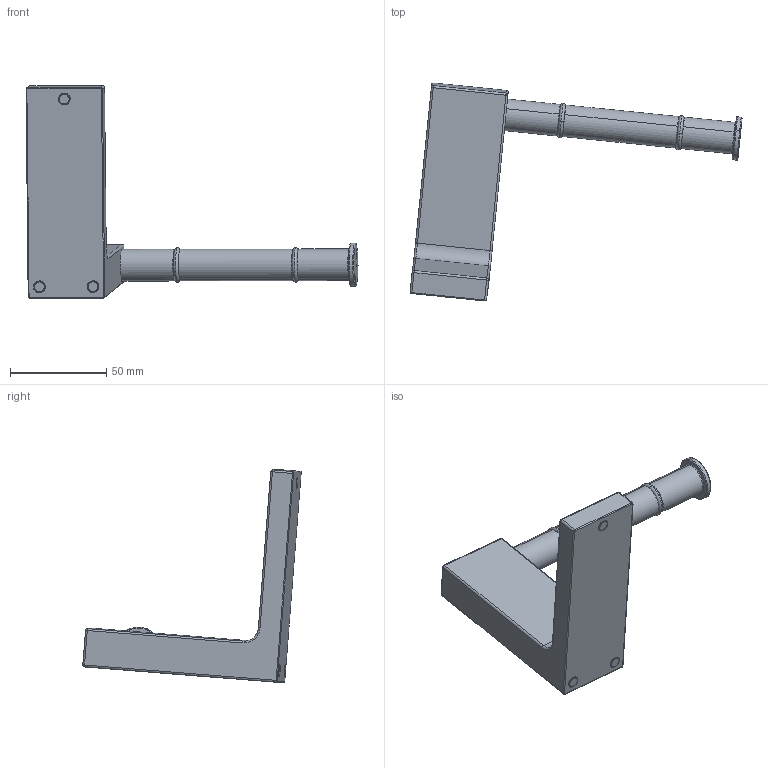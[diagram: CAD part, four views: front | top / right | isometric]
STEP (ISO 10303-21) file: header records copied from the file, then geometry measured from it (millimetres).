
FILE_DESCRIPTION(('CATIA V6 STEP','CAx-IF Rec.Pracs.--- Model Styling and Organization---1.4--- 2014-01-23','CAx-IF Rec.Pracs.---3D Tessellated Data Validation Properties---0.5---2014-09-14'),'2;1');
FILE_NAME('prd-HG-00110000.stp','2021-11-25T08:55:22+00:00',('none'),('none'),'3DEXPERIENCE Platform3DEXPERIENCE R2019x HotFix 5','3DEXPERIENCE Platform STEP AP242 v1','none');
FILE_SCHEMA(('AP242_MANAGED_MODEL_BASED_3D_ENGINEERING_MIM_LF {1 0 10303 442 1 1 4}'));
Length unit declared in the file: millimetre
Products named in the file (6): P-2_AX_Univ._Square_Toilettenpapierh.; V5_Gewindestift_DIN914-M5x16-A2; V5_Griffstopfen_KHM_M54; FUE_O-Ring_13x2,5_Toilettenpapierhalter_AX_Starck_Next; P-2_Welle_Papierrollenh_ACC_Starck_Next; P-2_Winkel_Papierrollenh_ACC_Starck_Next
Assembly tree (8 placements, depth 2):
  P-2_AX_Univ._Square_Toilettenpapierh.
    V5_Gewindestift_DIN914-M5x16-A2
    V5_Griffstopfen_KHM_M54  x3
    FUE_O-Ring_13x2,5_Toilettenpapierhalter_AX_Starck_Next  x2
    P-2_Welle_Papierrollenh_ACC_Starck_Next
    P-2_Winkel_Papierrollenh_ACC_Starck_Next
Bounding box: 172.73 x 113.59 x 110.58 mm (x, y, z)
Volume: 152068.3 mm3; surface area: 31627 mm2
Topology: 8 solids, 8 shells, 161 faces, 328 edges, 185 vertices
Faces by surface type: cylinder 56, plane 37, torus 34, cone 26, sphere 8
Entity records: 3258 total; most frequent: CARTESIAN_POINT 547, ORIENTED_EDGE 528, DIRECTION 478, AXIS2_PLACEMENT_3D 274, EDGE_CURVE 264, CIRCLE 160, VERTEX_POINT 153, EDGE_LOOP 143
